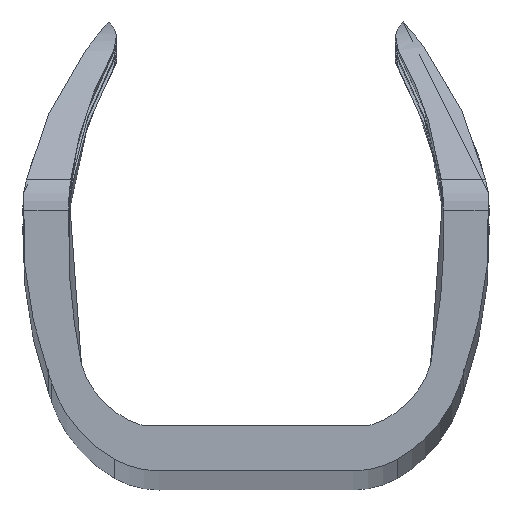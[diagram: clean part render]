
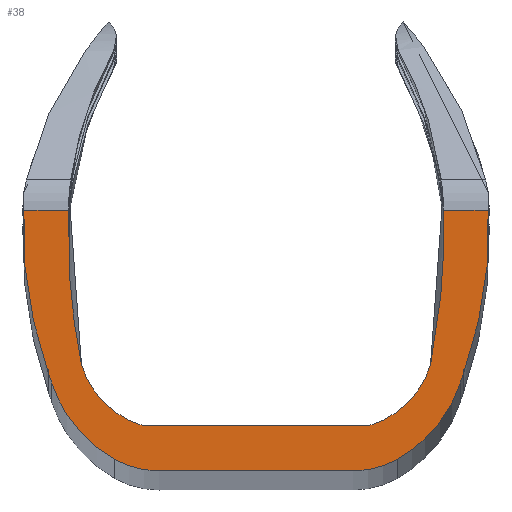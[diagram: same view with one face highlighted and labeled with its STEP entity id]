
A CAD part, top view. The second image highlights one B-rep face of the part: STEP entity #38.
In plain terms, the highlighted planar face has unit normal (0, 0, 1).
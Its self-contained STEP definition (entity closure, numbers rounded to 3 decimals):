
#38=ADVANCED_FACE('',(#84),#768,.T.);
#84=FACE_OUTER_BOUND('',#130,.T.);
#130=EDGE_LOOP('',(#288,#289,#290,#291,#292,#293,#294,#295,#296,#297,#298,
#299,#300,#301,#302,#303));
#288=ORIENTED_EDGE('',*,*,#430,.F.);
#289=ORIENTED_EDGE('',*,*,#528,.F.);
#290=ORIENTED_EDGE('',*,*,#517,.F.);
#291=ORIENTED_EDGE('',*,*,#519,.F.);
#292=ORIENTED_EDGE('',*,*,#470,.F.);
#293=ORIENTED_EDGE('',*,*,#476,.F.);
#294=ORIENTED_EDGE('',*,*,#417,.F.);
#295=ORIENTED_EDGE('',*,*,#540,.F.);
#296=ORIENTED_EDGE('',*,*,#518,.F.);
#297=ORIENTED_EDGE('',*,*,#514,.F.);
#298=ORIENTED_EDGE('',*,*,#513,.F.);
#299=ORIENTED_EDGE('',*,*,#547,.F.);
#300=ORIENTED_EDGE('',*,*,#516,.F.);
#301=ORIENTED_EDGE('',*,*,#515,.F.);
#302=ORIENTED_EDGE('',*,*,#446,.F.);
#303=ORIENTED_EDGE('',*,*,#482,.F.);
#417=EDGE_CURVE('',#685,#687,#548,.T.);
#430=EDGE_CURVE('',#698,#700,#554,.T.);
#446=EDGE_CURVE('',#713,#711,#558,.T.);
#470=EDGE_CURVE('',#730,#729,#569,.T.);
#476=EDGE_CURVE('',#687,#730,#571,.T.);
#482=EDGE_CURVE('',#700,#713,#573,.T.);
#513=EDGE_CURVE('',#753,#754,#668,.T.);
#514=EDGE_CURVE('',#754,#755,#601,.T.);
#515=EDGE_CURVE('',#711,#757,#602,.T.);
#516=EDGE_CURVE('',#757,#752,#603,.T.);
#517=EDGE_CURVE('',#758,#759,#669,.T.);
#518=EDGE_CURVE('',#755,#756,#604,.T.);
#519=EDGE_CURVE('',#729,#758,#605,.T.);
#528=EDGE_CURVE('',#759,#698,#613,.T.);
#540=EDGE_CURVE('',#756,#685,#619,.T.);
#547=EDGE_CURVE('',#752,#753,#623,.T.);
#548=(
BOUNDED_CURVE()
B_SPLINE_CURVE(2,(#2046,#2047,#2048),.UNSPECIFIED.,.F.,.F.)
B_SPLINE_CURVE_WITH_KNOTS((3,3),(0.,3.665),.UNSPECIFIED.)
CURVE()
GEOMETRIC_REPRESENTATION_ITEM()
RATIONAL_B_SPLINE_CURVE((1.,0.983,1.))
REPRESENTATION_ITEM('')
);
#554=(
BOUNDED_CURVE()
B_SPLINE_CURVE(2,(#2114,#2115,#2116),.UNSPECIFIED.,.F.,.F.)
B_SPLINE_CURVE_WITH_KNOTS((3,3),(0.,3.408),.UNSPECIFIED.)
CURVE()
GEOMETRIC_REPRESENTATION_ITEM()
RATIONAL_B_SPLINE_CURVE((1.,0.994,1.))
REPRESENTATION_ITEM('')
);
#558=(
BOUNDED_CURVE()
B_SPLINE_CURVE(2,(#2184,#2185,#2186),.UNSPECIFIED.,.F.,.F.)
B_SPLINE_CURVE_WITH_KNOTS((3,3),(0.381,4.046),
 .UNSPECIFIED.)
CURVE()
GEOMETRIC_REPRESENTATION_ITEM()
RATIONAL_B_SPLINE_CURVE((1.,0.983,1.))
REPRESENTATION_ITEM('')
);
#569=(
BOUNDED_CURVE()
B_SPLINE_CURVE(2,(#2306,#2307,#2308),.UNSPECIFIED.,.F.,.F.)
B_SPLINE_CURVE_WITH_KNOTS((3,3),(0.381,3.789),
 .UNSPECIFIED.)
CURVE()
GEOMETRIC_REPRESENTATION_ITEM()
RATIONAL_B_SPLINE_CURVE((1.,0.994,1.))
REPRESENTATION_ITEM('')
);
#571=(
BOUNDED_CURVE()
B_SPLINE_CURVE(1,(#2326,#2327),.UNSPECIFIED.,.F.,.F.)
B_SPLINE_CURVE_WITH_KNOTS((2,2),(-0.017,0.984),
 .UNSPECIFIED.)
CURVE()
GEOMETRIC_REPRESENTATION_ITEM()
RATIONAL_B_SPLINE_CURVE((1.,1.))
REPRESENTATION_ITEM('')
);
#573=(
BOUNDED_CURVE()
B_SPLINE_CURVE(1,(#2346,#2347),.UNSPECIFIED.,.F.,.F.)
B_SPLINE_CURVE_WITH_KNOTS((2,2),(0.016,1.017),
 .UNSPECIFIED.)
CURVE()
GEOMETRIC_REPRESENTATION_ITEM()
RATIONAL_B_SPLINE_CURVE((1.,1.))
REPRESENTATION_ITEM('')
);
#601=(
BOUNDED_CURVE()
B_SPLINE_CURVE(2,(#2724,#2725,#2726),.UNSPECIFIED.,.F.,.F.)
B_SPLINE_CURVE_WITH_KNOTS((3,3),(0.,1.022),.UNSPECIFIED.)
CURVE()
GEOMETRIC_REPRESENTATION_ITEM()
RATIONAL_B_SPLINE_CURVE((1.,0.968,1.))
REPRESENTATION_ITEM('')
);
#602=(
BOUNDED_CURVE()
B_SPLINE_CURVE(2,(#2727,#2728,#2729),.UNSPECIFIED.,.F.,.F.)
B_SPLINE_CURVE_WITH_KNOTS((3,3),(0.,0.202),.UNSPECIFIED.)
CURVE()
GEOMETRIC_REPRESENTATION_ITEM()
RATIONAL_B_SPLINE_CURVE((1.,1.,1.))
REPRESENTATION_ITEM('')
);
#603=(
BOUNDED_CURVE()
B_SPLINE_CURVE(2,(#2730,#2731,#2732),.UNSPECIFIED.,.F.,.F.)
B_SPLINE_CURVE_WITH_KNOTS((3,3),(0.,2.219),.UNSPECIFIED.)
CURVE()
GEOMETRIC_REPRESENTATION_ITEM()
RATIONAL_B_SPLINE_CURVE((1.,0.932,1.))
REPRESENTATION_ITEM('')
);
#604=(
BOUNDED_CURVE()
B_SPLINE_CURVE(2,(#2735,#2736,#2737),.UNSPECIFIED.,.F.,.F.)
B_SPLINE_CURVE_WITH_KNOTS((3,3),(0.,2.219),.UNSPECIFIED.)
CURVE()
GEOMETRIC_REPRESENTATION_ITEM()
RATIONAL_B_SPLINE_CURVE((1.,0.932,1.))
REPRESENTATION_ITEM('')
);
#605=(
BOUNDED_CURVE()
B_SPLINE_CURVE(2,(#2738,#2739,#2740),.UNSPECIFIED.,.F.,.F.)
B_SPLINE_CURVE_WITH_KNOTS((3,3),(0.,1.959),.UNSPECIFIED.)
CURVE()
GEOMETRIC_REPRESENTATION_ITEM()
RATIONAL_B_SPLINE_CURVE((1.,0.882,1.))
REPRESENTATION_ITEM('')
);
#613=(
BOUNDED_CURVE()
B_SPLINE_CURVE(2,(#2891,#2892,#2893),.UNSPECIFIED.,.F.,.F.)
B_SPLINE_CURVE_WITH_KNOTS((3,3),(0.,1.959),.UNSPECIFIED.)
CURVE()
GEOMETRIC_REPRESENTATION_ITEM()
RATIONAL_B_SPLINE_CURVE((1.,0.882,1.))
REPRESENTATION_ITEM('')
);
#619=(
BOUNDED_CURVE()
B_SPLINE_CURVE(2,(#2921,#2922,#2923),.UNSPECIFIED.,.F.,.F.)
B_SPLINE_CURVE_WITH_KNOTS((3,3),(0.,0.202),.UNSPECIFIED.)
CURVE()
GEOMETRIC_REPRESENTATION_ITEM()
RATIONAL_B_SPLINE_CURVE((1.,1.,1.))
REPRESENTATION_ITEM('')
);
#623=(
BOUNDED_CURVE()
B_SPLINE_CURVE(2,(#2939,#2940,#2941),.UNSPECIFIED.,.F.,.F.)
B_SPLINE_CURVE_WITH_KNOTS((3,3),(0.,1.022),.UNSPECIFIED.)
CURVE()
GEOMETRIC_REPRESENTATION_ITEM()
RATIONAL_B_SPLINE_CURVE((1.,0.968,1.))
REPRESENTATION_ITEM('')
);
#668=B_SPLINE_CURVE_WITH_KNOTS('',1,(#2722,#2723),.UNSPECIFIED.,.F.,.F.,
(2,2),(0.,4.246),.UNSPECIFIED.);
#669=B_SPLINE_CURVE_WITH_KNOTS('',1,(#2733,#2734),.UNSPECIFIED.,.F.,.F.,
(2,2),(0.,5.),.UNSPECIFIED.);
#685=VERTEX_POINT('',#1961);
#687=VERTEX_POINT('',#1963);
#698=VERTEX_POINT('',#1974);
#700=VERTEX_POINT('',#1976);
#711=VERTEX_POINT('',#1987);
#713=VERTEX_POINT('',#1989);
#729=VERTEX_POINT('',#2005);
#730=VERTEX_POINT('',#2006);
#752=VERTEX_POINT('',#2028);
#753=VERTEX_POINT('',#2029);
#754=VERTEX_POINT('',#2030);
#755=VERTEX_POINT('',#2031);
#756=VERTEX_POINT('',#2032);
#757=VERTEX_POINT('',#2033);
#758=VERTEX_POINT('',#2034);
#759=VERTEX_POINT('',#2035);
#768=PLANE('',#902);
#902=AXIS2_PLACEMENT_3D('',#1268,#909,$);
#909=DIRECTION('',(0.,0.,1.));
#1268=CARTESIAN_POINT('',(-1592.119,40.217,236.355));
#1961=CARTESIAN_POINT('',(-1603.064,43.442,236.355));
#1963=CARTESIAN_POINT('',(-1603.635,47.042,236.355));
#1974=CARTESIAN_POINT('',(-1594.687,43.653,236.355));
#1976=CARTESIAN_POINT('',(-1594.401,47.042,236.355));
#1987=CARTESIAN_POINT('',(-1593.97,43.442,236.355));
#1989=CARTESIAN_POINT('',(-1593.4,47.042,236.355));
#2005=CARTESIAN_POINT('',(-1602.348,43.653,236.355));
#2006=CARTESIAN_POINT('',(-1602.633,47.042,236.355));
#2028=CARTESIAN_POINT('',(-1595.416,41.578,236.355));
#2029=CARTESIAN_POINT('',(-1596.394,41.323,236.355));
#2030=CARTESIAN_POINT('',(-1600.64,41.323,236.355));
#2031=CARTESIAN_POINT('',(-1601.618,41.578,236.355));
#2032=CARTESIAN_POINT('',(-1602.999,43.251,236.355));
#2033=CARTESIAN_POINT('',(-1594.036,43.251,236.355));
#2034=CARTESIAN_POINT('',(-1601.017,42.323,236.355));
#2035=CARTESIAN_POINT('',(-1596.017,42.323,236.355));
#2046=CARTESIAN_POINT('',(-1603.064,43.442,236.355));
#2047=CARTESIAN_POINT('',(-1603.683,45.189,236.355));
#2048=CARTESIAN_POINT('',(-1603.635,47.042,236.355));
#2114=CARTESIAN_POINT('',(-1594.687,43.653,236.355));
#2115=CARTESIAN_POINT('',(-1594.351,45.331,236.355));
#2116=CARTESIAN_POINT('',(-1594.401,47.042,236.355));
#2184=CARTESIAN_POINT('',(-1593.4,47.042,236.355));
#2185=CARTESIAN_POINT('',(-1593.352,45.189,236.355));
#2186=CARTESIAN_POINT('',(-1593.97,43.442,236.355));
#2306=CARTESIAN_POINT('',(-1602.633,47.042,236.355));
#2307=CARTESIAN_POINT('',(-1602.684,45.331,236.355));
#2308=CARTESIAN_POINT('',(-1602.348,43.653,236.355));
#2326=CARTESIAN_POINT('',(-1603.635,47.042,236.355));
#2327=CARTESIAN_POINT('',(-1602.633,47.042,236.355));
#2346=CARTESIAN_POINT('',(-1594.401,47.042,236.355));
#2347=CARTESIAN_POINT('',(-1593.4,47.042,236.355));
#2722=CARTESIAN_POINT('',(-1596.394,41.323,236.355));
#2723=CARTESIAN_POINT('',(-1600.64,41.323,236.355));
#2724=CARTESIAN_POINT('',(-1600.64,41.323,236.355));
#2725=CARTESIAN_POINT('',(-1601.163,41.323,236.355));
#2726=CARTESIAN_POINT('',(-1601.618,41.578,236.355));
#2727=CARTESIAN_POINT('',(-1593.97,43.442,236.355));
#2728=CARTESIAN_POINT('',(-1594.004,43.347,236.355));
#2729=CARTESIAN_POINT('',(-1594.036,43.251,236.355));
#2730=CARTESIAN_POINT('',(-1594.036,43.251,236.355));
#2731=CARTESIAN_POINT('',(-1594.402,42.147,236.355));
#2732=CARTESIAN_POINT('',(-1595.416,41.578,236.355));
#2733=CARTESIAN_POINT('',(-1601.017,42.323,236.355));
#2734=CARTESIAN_POINT('',(-1596.017,42.323,236.355));
#2735=CARTESIAN_POINT('',(-1601.618,41.578,236.355));
#2736=CARTESIAN_POINT('',(-1602.633,42.147,236.355));
#2737=CARTESIAN_POINT('',(-1602.999,43.251,236.355));
#2738=CARTESIAN_POINT('',(-1602.348,43.653,236.355));
#2739=CARTESIAN_POINT('',(-1602.037,42.633,236.355));
#2740=CARTESIAN_POINT('',(-1601.017,42.323,236.355));
#2891=CARTESIAN_POINT('',(-1596.017,42.323,236.355));
#2892=CARTESIAN_POINT('',(-1594.998,42.633,236.355));
#2893=CARTESIAN_POINT('',(-1594.687,43.653,236.355));
#2921=CARTESIAN_POINT('',(-1602.999,43.251,236.355));
#2922=CARTESIAN_POINT('',(-1603.031,43.347,236.355));
#2923=CARTESIAN_POINT('',(-1603.064,43.442,236.355));
#2939=CARTESIAN_POINT('',(-1595.416,41.578,236.355));
#2940=CARTESIAN_POINT('',(-1595.872,41.323,236.355));
#2941=CARTESIAN_POINT('',(-1596.394,41.323,236.355));
